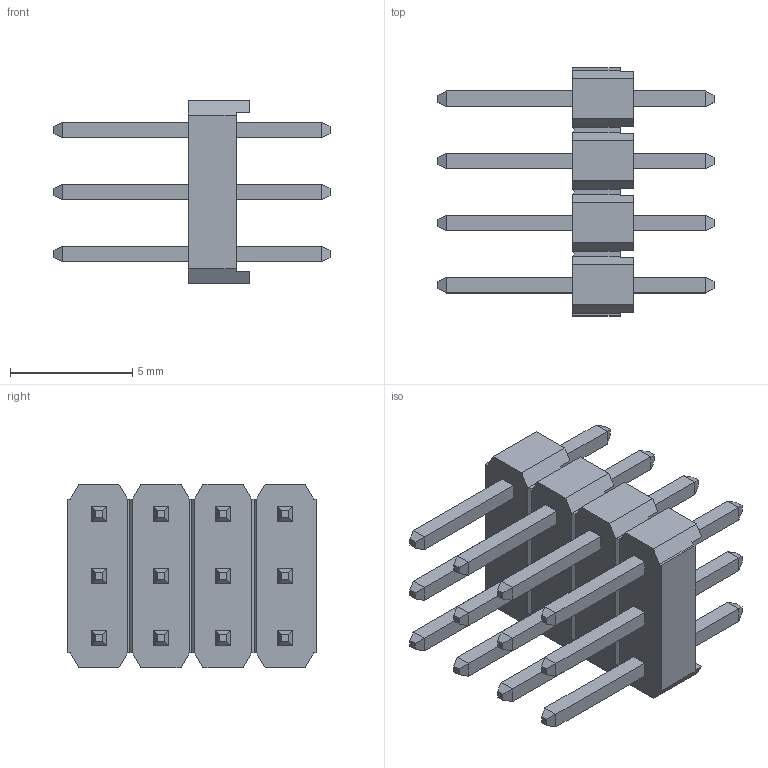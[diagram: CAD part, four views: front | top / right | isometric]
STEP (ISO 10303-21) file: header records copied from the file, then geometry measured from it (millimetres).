
FILE_DESCRIPTION(/* description */ (''),/* implementation_level */ '2;1');
FILE_NAME(/* name */ '945-12-012-XX.stp',/* time_stamp */ '2026-01-09T10:05:18+08:00',/* author */ (''),/* organization */ (''),/* preprocessor_version */ 'ST-DEVELOPER v15',/* originating_system */ 'SIEMENS PLM Software NX 9.0',/* authorisation */ '');
FILE_SCHEMA (('AP203_CONFIGURATION_CONTROLLED_3D_DESIGN_OF_MECHANICAL_PARTS_AND_ASSEMBLIES_MIM_LF { 1 0 10303 403 2 1 2}'));
Length unit declared in the file: millimetre
Products named in the file (1): 945-12-012-XX
Bounding box: 11.3 x 10.16 x 7.5 mm (x, y, z)
Volume: 191.8 mm3; surface area: 637.8 mm2
Topology: 13 solids, 13 shells, 327 faces, 747 edges, 446 vertices
Faces by surface type: plane 279, cylinder 48
Entity records: 8957 total; most frequent: CARTESIAN_POINT 1521, ORIENTED_EDGE 1494, DIRECTION 1451, EDGE_CURVE 747, LINE 699, VECTOR 699, VERTEX_POINT 446, AXIS2_PLACEMENT_3D 376
